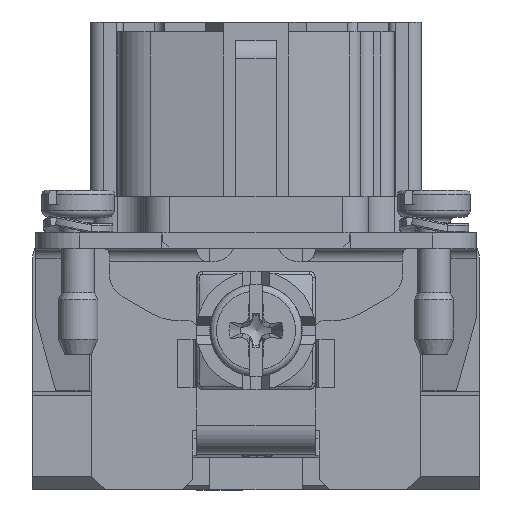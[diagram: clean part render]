
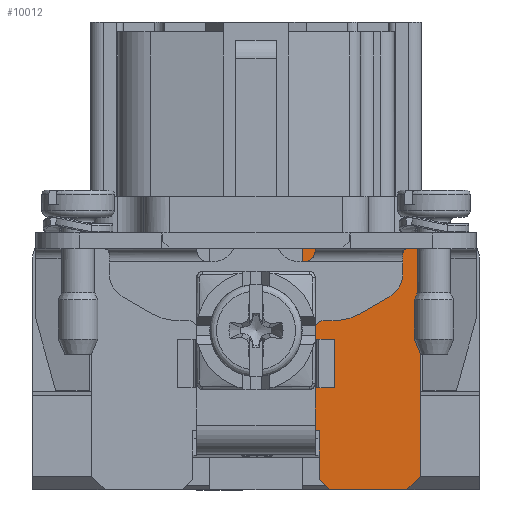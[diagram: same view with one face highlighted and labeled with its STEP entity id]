
A CAD part, left-side view. The second image highlights one B-rep face of the part: STEP entity #10012.
In plain terms, the highlighted planar face has unit normal (-1, 0, 0).
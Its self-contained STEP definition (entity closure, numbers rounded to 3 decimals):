
#4748=LINE('',#41529,#6748);
#4920=LINE('',#42003,#6920);
#4951=LINE('',#42092,#6951);
#5180=LINE('',#42785,#7180);
#5468=LINE('',#43458,#7468);
#5469=LINE('',#43460,#7469);
#5470=LINE('',#43462,#7470);
#5471=LINE('',#43464,#7471);
#5472=LINE('',#43465,#7472);
#5473=LINE('',#43467,#7473);
#6748=VECTOR('',#30376,1.);
#6920=VECTOR('',#30712,1.);
#6951=VECTOR('',#30773,1.);
#7180=VECTOR('',#31306,1.);
#7468=VECTOR('',#31894,1.);
#7469=VECTOR('',#31895,1.);
#7470=VECTOR('',#31896,1.);
#7471=VECTOR('',#31897,1.);
#7472=VECTOR('',#31898,1.);
#7473=VECTOR('',#31899,1.);
#8872=FACE_OUTER_BOUND('',#12610,.T.);
#10012=ADVANCED_FACE('',(#8872),#11234,.T.);
#11234=PLANE('',#28874);
#12610=EDGE_LOOP('',(#15265,#15266,#15267,#15268,#15269,#15270,#15271,#15272,
#15273,#15274));
#15265=ORIENTED_EDGE('',*,*,#23379,.F.);
#15266=ORIENTED_EDGE('',*,*,#23106,.T.);
#15267=ORIENTED_EDGE('',*,*,#24052,.F.);
#15268=ORIENTED_EDGE('',*,*,#24053,.F.);
#15269=ORIENTED_EDGE('',*,*,#24054,.F.);
#15270=ORIENTED_EDGE('',*,*,#24055,.F.);
#15271=ORIENTED_EDGE('',*,*,#23724,.F.);
#15272=ORIENTED_EDGE('',*,*,#24056,.T.);
#15273=ORIENTED_EDGE('',*,*,#24057,.T.);
#15274=ORIENTED_EDGE('',*,*,#23335,.F.);
#20784=VERTEX_POINT('',#41528);
#20785=VERTEX_POINT('',#41530);
#21004=VERTEX_POINT('',#42002);
#21005=VERTEX_POINT('',#42004);
#21351=VERTEX_POINT('',#42784);
#21352=VERTEX_POINT('',#42786);
#21587=VERTEX_POINT('',#43459);
#21588=VERTEX_POINT('',#43461);
#21589=VERTEX_POINT('',#43463);
#21590=VERTEX_POINT('',#43466);
#23106=EDGE_CURVE('',#20785,#20784,#4748,.T.);
#23335=EDGE_CURVE('',#21004,#21005,#4920,.T.);
#23379=EDGE_CURVE('',#20785,#21004,#4951,.T.);
#23724=EDGE_CURVE('',#21351,#21352,#5180,.T.);
#24052=EDGE_CURVE('',#21587,#20784,#5468,.T.);
#24053=EDGE_CURVE('',#21588,#21587,#5469,.T.);
#24054=EDGE_CURVE('',#21589,#21588,#5470,.T.);
#24055=EDGE_CURVE('',#21352,#21589,#5471,.T.);
#24056=EDGE_CURVE('',#21351,#21590,#5472,.T.);
#24057=EDGE_CURVE('',#21590,#21005,#5473,.T.);
#28874=AXIS2_PLACEMENT_3D('',#43468,#31900,#31901);
#30376=DIRECTION('',(0.,1.,0.));
#30712=DIRECTION('',(0.,-1.,0.));
#30773=DIRECTION('',(0.,0.,1.));
#31306=DIRECTION('',(0.,1.,0.));
#31894=DIRECTION('',(0.,0.,1.));
#31895=DIRECTION('',(0.,1.,0.));
#31896=DIRECTION('',(0.,0.,1.));
#31897=DIRECTION('',(0.,0.707,0.707));
#31898=DIRECTION('',(0.,-0.707,0.707));
#31899=DIRECTION('',(0.,0.,1.));
#31900=DIRECTION('',(-1.,0.,0.));
#31901=DIRECTION('',(0.,-1.,0.));
#41528=CARTESIAN_POINT('',(-31.625,-3.525,0.05));
#41529=CARTESIAN_POINT('',(-31.625,-4.275,0.05));
#41530=CARTESIAN_POINT('',(-31.625,-4.275,0.05));
#42002=CARTESIAN_POINT('',(-31.625,-4.275,1.2));
#42003=CARTESIAN_POINT('',(-31.625,-4.275,1.2));
#42004=CARTESIAN_POINT('',(-31.625,-12.45,1.2));
#42092=CARTESIAN_POINT('',(-31.625,-4.275,0.05));
#42784=CARTESIAN_POINT('',(-31.625,-11.45,-18.3));
#42785=CARTESIAN_POINT('',(-31.625,16.2,-18.3));
#42786=CARTESIAN_POINT('',(-31.625,-5.6,-18.3));
#43458=CARTESIAN_POINT('',(-31.625,-3.525,-18.4));
#43459=CARTESIAN_POINT('',(-31.625,-3.525,-13.8));
#43460=CARTESIAN_POINT('',(-31.625,10.325,-13.8));
#43461=CARTESIAN_POINT('',(-31.625,-4.8,-13.8));
#43462=CARTESIAN_POINT('',(-31.625,-4.8,0.05));
#43463=CARTESIAN_POINT('',(-31.625,-4.8,-17.5));
#43464=CARTESIAN_POINT('',(-31.625,-4.8,-17.5));
#43465=CARTESIAN_POINT('',(-31.625,-17.037,-12.712));
#43466=CARTESIAN_POINT('',(-31.625,-12.45,-17.3));
#43467=CARTESIAN_POINT('',(-31.625,-12.45,-18.05));
#43468=CARTESIAN_POINT('',(-31.625,-4.275,0.05));
